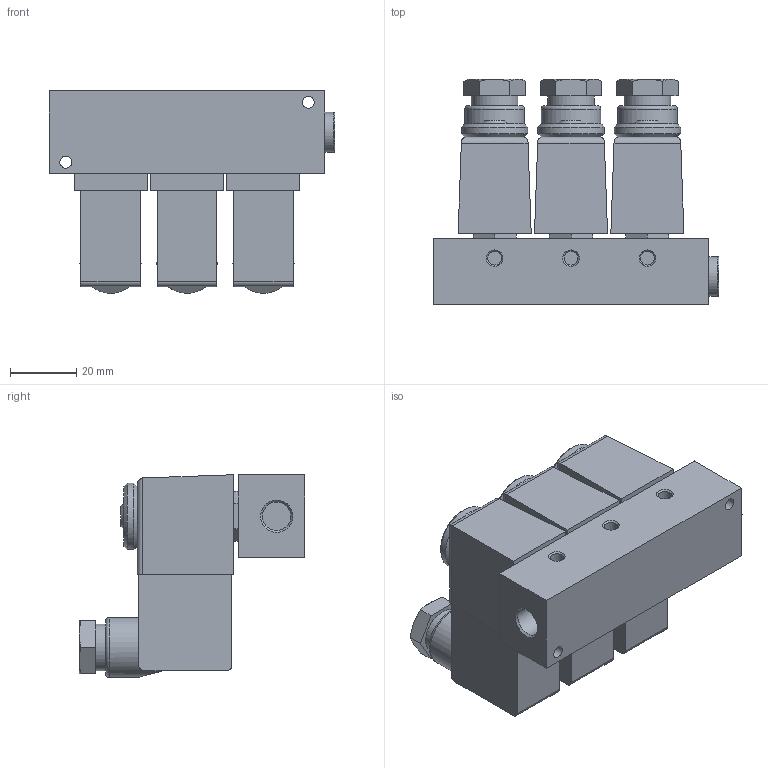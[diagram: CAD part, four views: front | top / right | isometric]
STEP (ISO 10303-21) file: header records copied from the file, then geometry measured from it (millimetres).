
FILE_DESCRIPTION(/* description */ ('STEP AP214'),/* implementation_level */ '2;1');
FILE_NAME(/* name */ '4523_BMFH-3-3-M5',/* time_stamp */ '2024-08-05T15:19:43+02:00',/* author */ ('License CC BY-ND 4.0'),/* organization */ ('CADENAS'),/* preprocessor_version */ 'ST-DEVELOPER v19.3',/* originating_system */ 'PARTsolutions',/* authorisation */ ' ');
FILE_SCHEMA (('AUTOMOTIVE_DESIGN {1 0 10303 214 3 1 1}'));
Length unit declared in the file: millimetre
Products named in the file (1): 4523 BMFH-3-3-M5
Bounding box: 86 x 68 x 61 mm (x, y, z)
Volume: 148845.6 mm3; surface area: 35616.6 mm2
Topology: 1 solids, 1 shells, 207 faces, 461 edges, 290 vertices
Faces by surface type: plane 124, cylinder 45, cone 34, torus 4
Full cylindrical faces by diameter (mm): 3.5 x3, 3.6 x2, 4.134 x6, 6 x2, 8.566 x1, 12 x4, 14 x3, 18 x3, 20 x3
Entity records: 5482 total; most frequent: CARTESIAN_POINT 1060, DIRECTION 912, ORIENTED_EDGE 814, EDGE_CURVE 407, AXIS2_PLACEMENT_3D 345, EDGE_LOOP 292, FACE_BOUND 292, VERTEX_POINT 283
